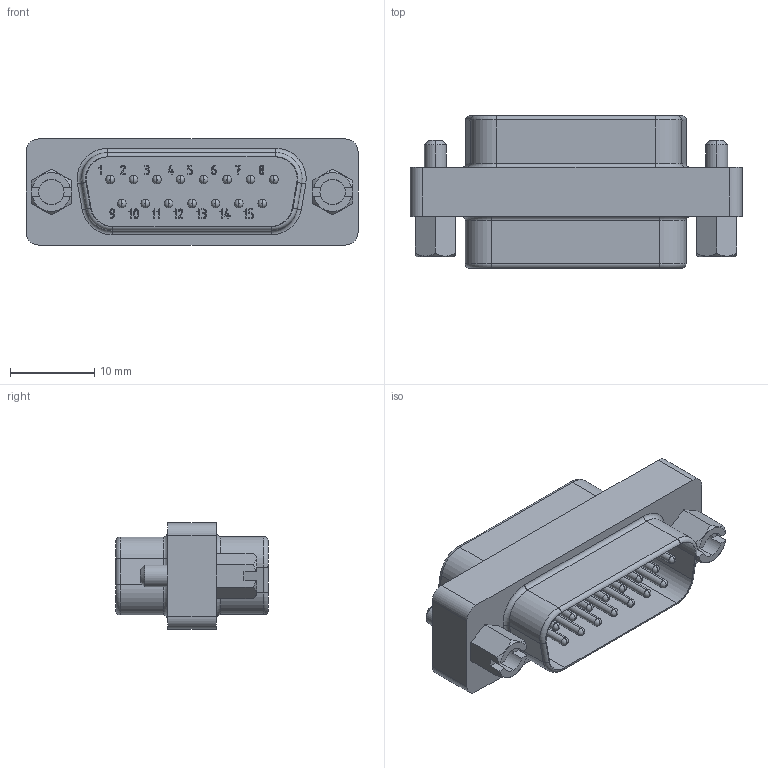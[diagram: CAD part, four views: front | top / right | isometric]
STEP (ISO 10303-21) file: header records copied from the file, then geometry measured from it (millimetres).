
FILE_DESCRIPTION(('Creo Elements/Direct Modeling STEP Export'),'2;1');
FILE_NAME('model.stp','2019-09-13T12:48:38',(''),(''),'Creo Elements/Direct Modeling STEP processor for AP214 (Solid Model)','Creo Elements/Direct Modeling 20.1A 29-Sep-2018 (C) Parametric Technology GmbH','');
FILE_SCHEMA(('AUTOMOTIVE_DESIGN { 1 0 10303 214 1 1 1 1 }'));
Length unit declared in the file: millimetre
Products named in the file (2): VS-15-GC-ST-ST.1; VS-15-GC-ST-ST
Assembly tree (1 placements, depth 2):
  VS-15-GC-ST-ST
    VS-15-GC-ST-ST.1
Bounding box: 39.3 x 18.04 x 12.55 mm (x, y, z)
Volume: 3357.5 mm3; surface area: 3920.1 mm2
Topology: 1 solids, 1 shells, 1014 faces, 2668 edges, 1744 vertices
Faces by surface type: plane 472, cylinder 426, torus 76, extrusion 32, cone 8
Entity records: 39969 total; most frequent: CARTESIAN_POINT 6536, ORIENTED_EDGE 5336, DIRECTION 5286, EDGE_CURVE 2668, AXIS2_PLACEMENT_3D 1844, VERTEX_POINT 1744, VECTOR 1598, LINE 1566
